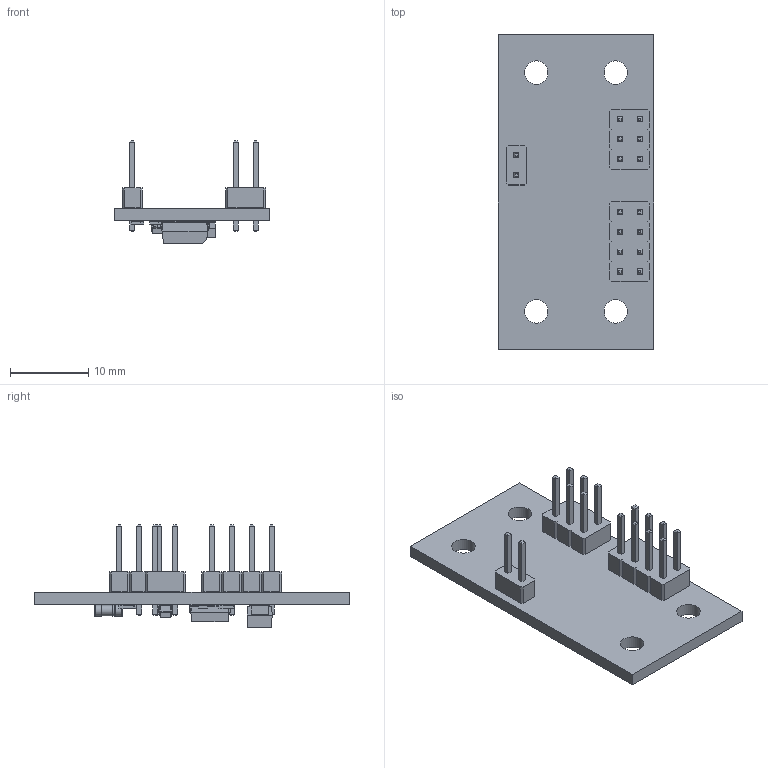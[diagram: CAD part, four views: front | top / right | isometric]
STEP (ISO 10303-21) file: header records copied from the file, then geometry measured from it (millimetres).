
FILE_DESCRIPTION(('KiCad electronic assembly'),'2;1');
FILE_NAME('STEPUPDC02A.step','2022-04-06T13:16:02',('Pcbnew'),('Kicad'), 'Open CASCADE STEP processor 7.5','KiCad to STEP converter','Unknown' );
FILE_SCHEMA(('AUTOMOTIVE_DESIGN { 1 0 10303 214 1 1 1 1 }'));
Length unit declared in the file: millimetre
Products named in the file (18): STEPUPDC02A 1; PinHeader_2x03_P2.54mm_Vertical; SOLID; PinHeader_2x01_P2.54mm_Vertical; PinHeader_2x04_P2.54mm_Vertical; D_SMB; R_0805_2012Metric; SOT-23-5; D_MiniMELF; CP_EIA-6032-28_Kemet-C; tmpkuoeoczo PCB
Assembly tree (22 placements, depth 3):
  STEPUPDC02A 1
    PinHeader_2x03_P2.54mm_Vertical
      SOLID
    PinHeader_2x01_P2.54mm_Vertical
      SOLID
    PinHeader_2x04_P2.54mm_Vertical
      SOLID
    D_SMB
      SOLID
    R_0805_2012Metric  x6
      SOLID
    SOT-23-5
      SOLID
    D_MiniMELF
      SOLID
    CP_EIA-6032-28_Kemet-C
      SOLID
    tmpkuoeoczo PCB
Bounding box: 19.81 x 40.13 x 13.04 mm (x, y, z)
Volume: 1631.1 mm3; surface area: 2847.3 mm2
Topology: 14 solids, 14 shells, 739 faces, 1806 edges, 1134 vertices
Faces by surface type: bspline 713, cylinder 20, plane 6
Full cylindrical faces by diameter (mm): 0.889 x16, 3 x4
Entity records: 38069 total; most frequent: CARTESIAN_POINT 13624, B_SPLINE_CURVE_WITH_KNOTS 4010, ORIENTED_EDGE 2932, PCURVE 2932, DEFINITIONAL_REPRESENTATION 2932, EDGE_CURVE 1466, SURFACE_CURVE 1439, VERTEX_POINT 914
